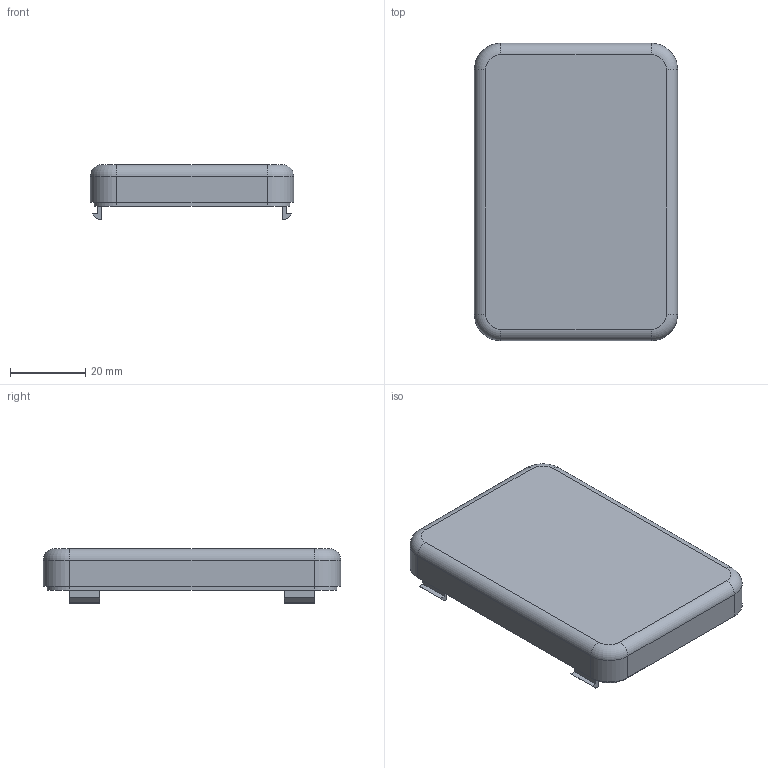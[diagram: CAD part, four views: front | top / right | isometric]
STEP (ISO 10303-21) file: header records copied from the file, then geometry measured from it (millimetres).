
FILE_DESCRIPTION(('FreeCAD Model'),'2;1');
FILE_NAME('Open CASCADE Shape Model','2026-02-20T16:27:05',('Author'),( ''),'Open CASCADE STEP processor 7.8','FreeCAD','Unknown');
FILE_SCHEMA(('AUTOMOTIVE_DESIGN { 1 0 10303 214 1 1 1 1 }'));
Length unit declared in the file: millimetre
Products named in the file (1): Крышка
Bounding box: 54 x 79 x 14.5 mm (x, y, z)
Volume: 9636.9 mm3; surface area: 14201.6 mm2
Topology: 1 solids, 1 shells, 132 faces, 344 edges, 220 vertices
Faces by surface type: plane 88, cylinder 40, torus 4
Entity records: 4034 total; most frequent: CARTESIAN_POINT 697, DIRECTION 694, ORIENTED_EDGE 688, EDGE_CURVE 344, LINE 260, VECTOR 260, VERTEX_POINT 220, AXIS2_PLACEMENT_3D 217
